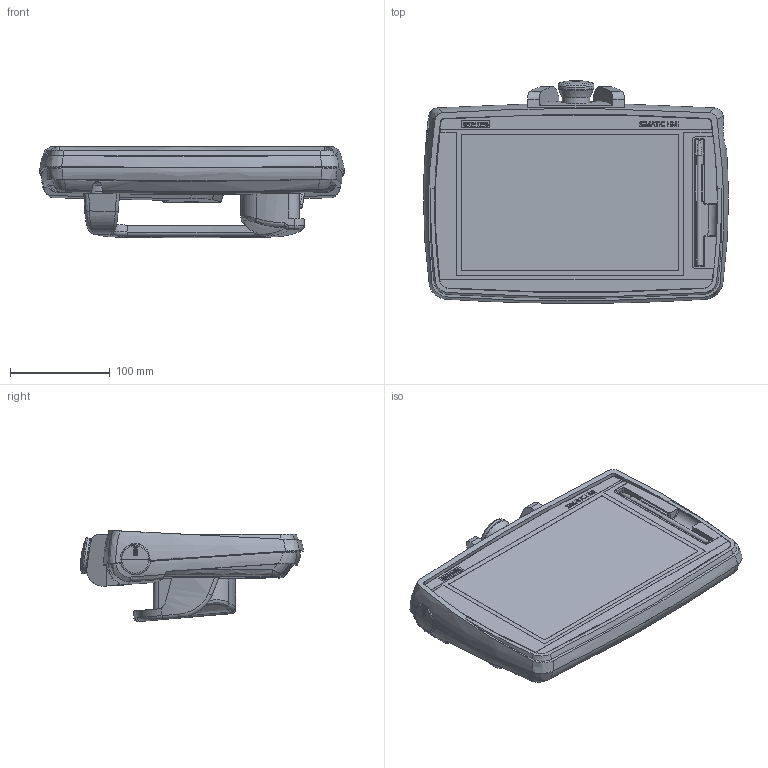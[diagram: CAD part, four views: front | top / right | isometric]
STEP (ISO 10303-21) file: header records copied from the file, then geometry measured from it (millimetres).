
FILE_DESCRIPTION(/* description */ (''),/* implementation_level */ '2;1');
FILE_NAME(/* name */ '6AV2145-6KB20-0AS0_3d.stp',/* time_stamp */ '2025-12-11T09:09:31+01:00',/* author */ (''),/* organization */ (''),/* preprocessor_version */ 'ST-DEVELOPER v20',/* originating_system */ 'SIEMENS PLM Software NX2406.8300',/* authorisation */ '');
FILE_SCHEMA (('AUTOMOTIVE_DESIGN { 1 0 10303 214 3 1 1 1 }'));
Products named in the file (5): A5E44578718A_RS-AA_002_1-Cover; A5E44578794A_RS-AA_002_1-USB Cap; A5E55428354A_RS-AA_001_2-Labeling; A5E55424126A_RS-AA_001_2-Box; A5E55428349A_RS-AA_001_5-CAx_6AV21456KB200AS0
Assembly tree (4 placements, depth 2):
  A5E55428349A_RS-AA_001_5-CAx_6AV21456KB200AS0
    A5E55424126A_RS-AA_001_2-Box
    A5E55428354A_RS-AA_001_2-Labeling
    A5E44578794A_RS-AA_002_1-USB Cap
    A5E44578718A_RS-AA_002_1-Cover
Bounding box: 306.63 x 223.75 x 91.66 mm (x, y, z)
Volume: 2619870.5 mm3; surface area: 216667.9 mm2
Topology: 81 solids, 81 shells, 1848 faces, 4715 edges, 3096 vertices
Faces by surface type: plane 1276, extrusion 231, cylinder 196, bspline 70, torus 44, cone 22, sphere 7, revolution 2
Full cylindrical faces by diameter (mm): 2.8 x4, 5 x1, 6.5 x4, 12.5 x1, 14.65 x1, 23.3 x1, 27.65 x1, 27.9 x1, 28.3 x2, 28.5 x1, 36 x1
Entity records: 73666 total; most frequent: CARTESIAN_POINT 26442, ORIENTED_EDGE 9298, DIRECTION 7100, EDGE_CURVE 4649, VERTEX_POINT 3077, VECTOR 3038, LINE 2807, EDGE_LOOP 2040
